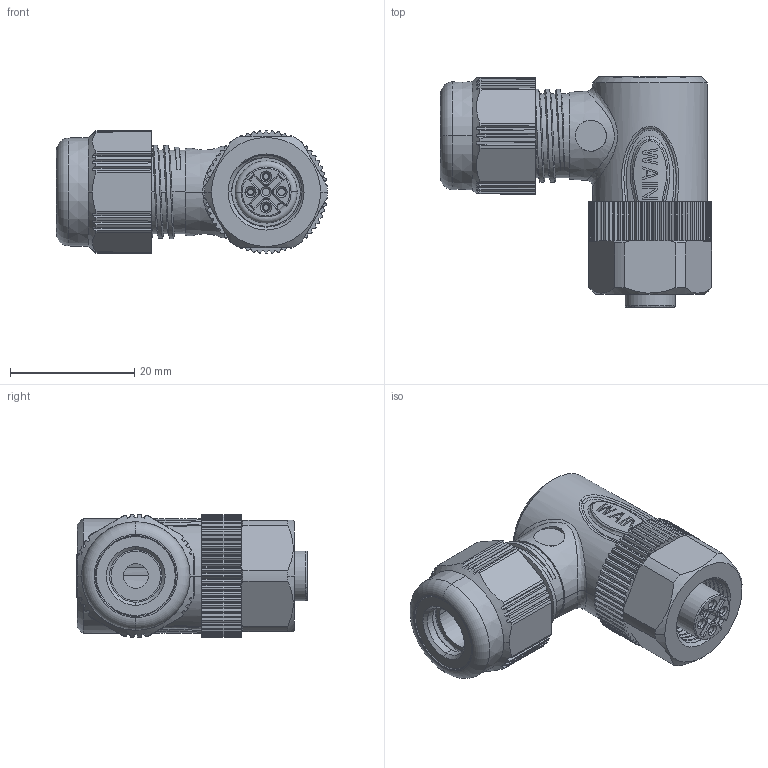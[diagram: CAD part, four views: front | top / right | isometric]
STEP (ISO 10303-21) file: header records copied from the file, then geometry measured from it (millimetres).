
FILE_DESCRIPTION((''),'2;1');
FILE_NAME('3D_1630035241002_M12S-F03A-S-D8','2024-01-16T',('lian.chen'),(''),'PRO/ENGINEER BY PARAMETRIC TECHNOLOGY CORPORATION, 2012480','PRO/ENGINEER BY PARAMETRIC TECHNOLOGY CORPORATION, 2012480','');
FILE_SCHEMA(('CONFIG_CONTROL_DESIGN'));
Products named in the file (1): 3D_1630035241002_M12S-F03A-S-D8
Bounding box: 43.65 x 37.1 x 19.8 mm (x, y, z)
Volume: 11175.3 mm3; surface area: 11217.7 mm2
Topology: 1 solids, 2 shells, 957 faces, 2850 edges, 1918 vertices
Faces by surface type: plane 436, cylinder 271, cone 116, bspline 63, torus 60, extrusion 9, sphere 2
Entity records: 47435 total; most frequent: CARTESIAN_POINT 22674, ORIENTED_EDGE 5696, DIRECTION 4609, EDGE_CURVE 2848, VERTEX_POINT 1918, AXIS2_PLACEMENT_3D 1750, VECTOR 1109, LINE 1100
